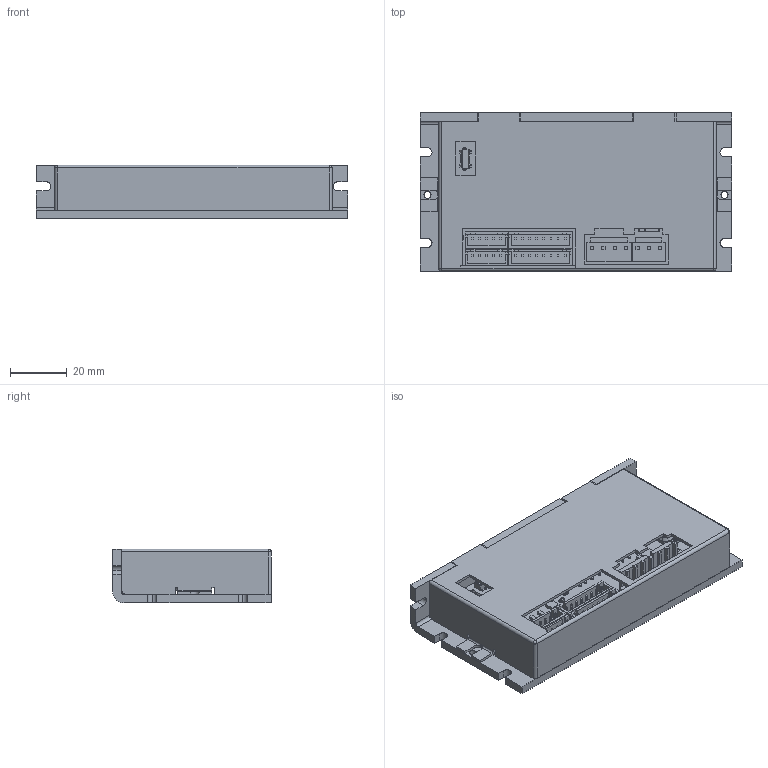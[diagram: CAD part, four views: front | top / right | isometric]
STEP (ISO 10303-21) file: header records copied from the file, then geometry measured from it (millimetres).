
FILE_DESCRIPTION (( 'STEP AP203' ), '1' );
FILE_NAME ('俋褲蚾饜郪璃.STEP', '2020-05-15T00:52:23', ( '' ), ( '' ), 'SwSTEP 2.0', 'SolidWorks 2013', '' );
FILE_SCHEMA (( 'CONFIG_CONTROL_DESIGN' ));
Length unit declared in the file: millimetre
Products named in the file (39): D9; X1; IC4101; X5; D6; IC6101; X11; D1320; R901; Board; T2; Q1; R7; 菁釱; D1; D7; IC4001; X22; IC2; IC1001; D4; IC901; D2001; D3; X15; C8; R197; D6101; T1701; 俋褲蚾饜郪璃; SW1; 俋褲; L6101; L6001; IC1; CL4-E-2; X12; IC16; T2501
Assembly tree (84 placements, depth 3):
  俋褲蚾饜郪璃
    菁釱
    CL4-E-2
      D1320  x8
      D9  x8
      IC1001  x4
      IC1
      X15  x2
      L6001
      IC901  x2
      X22
      T2  x9
      T1701  x2
      D3  x4
      X11
      X1  x2
      Q1
      R901  x6
      IC16
      Board
      X12
      D2001  x9
      R197
      D1
      D6
      L6101
      D6101
      IC6101
      IC4101
      D7
      C8  x2
      IC2
      SW1
      R7
      IC4001
      T2501
      X5
      D4
    俋褲
Bounding box: 110 x 56 x 19 mm (x, y, z)
Volume: 44163.5 mm3; surface area: 51672.1 mm2
Topology: 86 solids, 126 shells, 7691 faces, 20108 edges, 12623 vertices
Faces by surface type: plane 5413, cylinder 1485, bspline 686, torus 68, sphere 31, cone 8
Full cylindrical faces by diameter (mm): 0.6 x2
Entity records: 156197 total; most frequent: CARTESIAN_POINT 44897, ORIENTED_EDGE 22788, DIRECTION 20622, EDGE_CURVE 11424, VECTOR 8578, LINE 8578, VERTEX_POINT 7303, AXIS2_PLACEMENT_3D 6022
